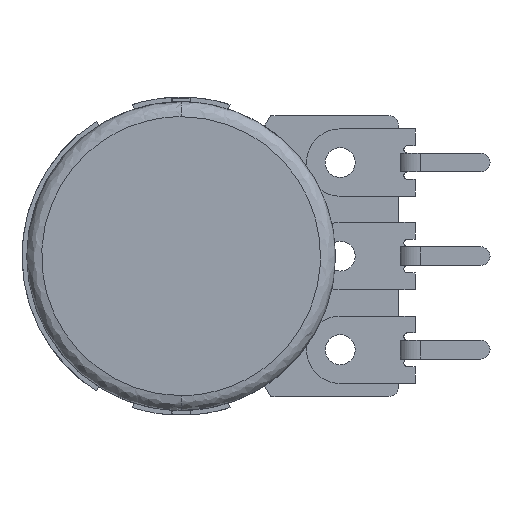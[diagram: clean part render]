
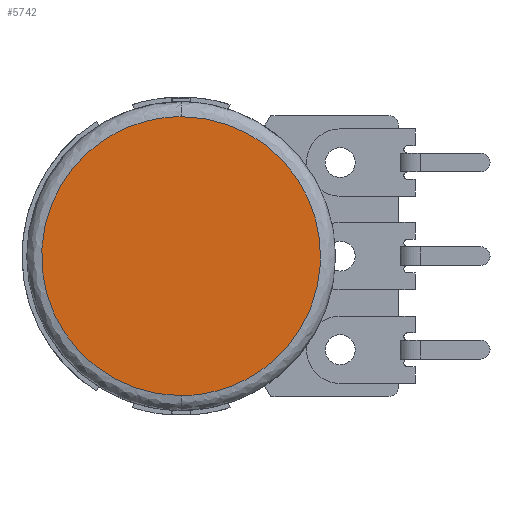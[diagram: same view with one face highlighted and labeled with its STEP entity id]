
A CAD part, left-side view. The second image highlights one B-rep face of the part: STEP entity #5742.
In plain terms, the highlighted planar face has unit normal (-1, 0, 0).
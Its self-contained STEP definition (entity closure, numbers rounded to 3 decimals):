
#58 = CARTESIAN_POINT ( 'NONE',  ( -9.4, 0., 7.45 ) ) ;
#85 = EDGE_CURVE ( 'NONE', #4461, #5290, #7574, .T. ) ;
#859 = FACE_OUTER_BOUND ( 'NONE', #4325, .T. ) ;
#1376 = CARTESIAN_POINT ( 'NONE',  ( -9.4, 0., -7.45 ) ) ;
#1654 = CARTESIAN_POINT ( 'NONE',  ( -9.4, 14.9, -7.45 ) ) ;
#1708 = CARTESIAN_POINT ( 'NONE',  ( -9.4, 0., -7.45 ) ) ;
#1778 = EDGE_CURVE ( 'NONE', #5290, #4461, #15007, .T. ) ;
#4056 = CARTESIAN_POINT ( 'NONE',  ( -9.4, 0., 7.45 ) ) ;
#4325 = EDGE_LOOP ( 'NONE', ( #12352, #8471 ) ) ;
#4461 = VERTEX_POINT ( 'NONE', #6213 ) ;
#5290 = VERTEX_POINT ( 'NONE', #58 ) ;
#5742 = ADVANCED_FACE ( 'NONE', ( #859 ), #8316, .F. ) ;
#6213 = CARTESIAN_POINT ( 'NONE',  ( -9.4, 0., -7.45 ) ) ;
#7146 = CARTESIAN_POINT ( 'NONE',  ( -9.4, 0., 7.45 ) ) ;
#7574 =( BOUNDED_CURVE ( )  B_SPLINE_CURVE ( 3, ( #1708, #1654, #12686, #4056 ),
 .UNSPECIFIED., .F., .F. ) 
 B_SPLINE_CURVE_WITH_KNOTS ( ( 4, 4 ),
 ( 0., 1. ),
 .UNSPECIFIED. ) 
 CURVE ( )  GEOMETRIC_REPRESENTATION_ITEM ( )  RATIONAL_B_SPLINE_CURVE ( ( 1., 0.333, 0.333, 1. ) ) 
 REPRESENTATION_ITEM ( '' )  );
#7798 = AXIS2_PLACEMENT_3D ( 'NONE', #9582, #13220, #8267 ) ;
#8267 = DIRECTION ( 'NONE',  ( 0., 0., -1. ) ) ;
#8316 = PLANE ( 'NONE',  #7798 ) ;
#8471 = ORIENTED_EDGE ( 'NONE', *, *, #1778, .F. ) ;
#9582 = CARTESIAN_POINT ( 'NONE',  ( -9.4, 0., 0. ) ) ;
#9661 = CARTESIAN_POINT ( 'NONE',  ( -9.4, -14.9, 7.45 ) ) ;
#12180 = CARTESIAN_POINT ( 'NONE',  ( -9.4, -14.9, -7.45 ) ) ;
#12352 = ORIENTED_EDGE ( 'NONE', *, *, #85, .F. ) ;
#12686 = CARTESIAN_POINT ( 'NONE',  ( -9.4, 14.9, 7.45 ) ) ;
#13220 = DIRECTION ( 'NONE',  ( 1., 0., 0. ) ) ;
#15007 =( BOUNDED_CURVE ( )  B_SPLINE_CURVE ( 3, ( #7146, #9661, #12180, #1376 ),
 .UNSPECIFIED., .F., .F. ) 
 B_SPLINE_CURVE_WITH_KNOTS ( ( 4, 4 ),
 ( 0., 1. ),
 .UNSPECIFIED. ) 
 CURVE ( )  GEOMETRIC_REPRESENTATION_ITEM ( )  RATIONAL_B_SPLINE_CURVE ( ( 1., 0.333, 0.333, 1. ) ) 
 REPRESENTATION_ITEM ( '' )  );
